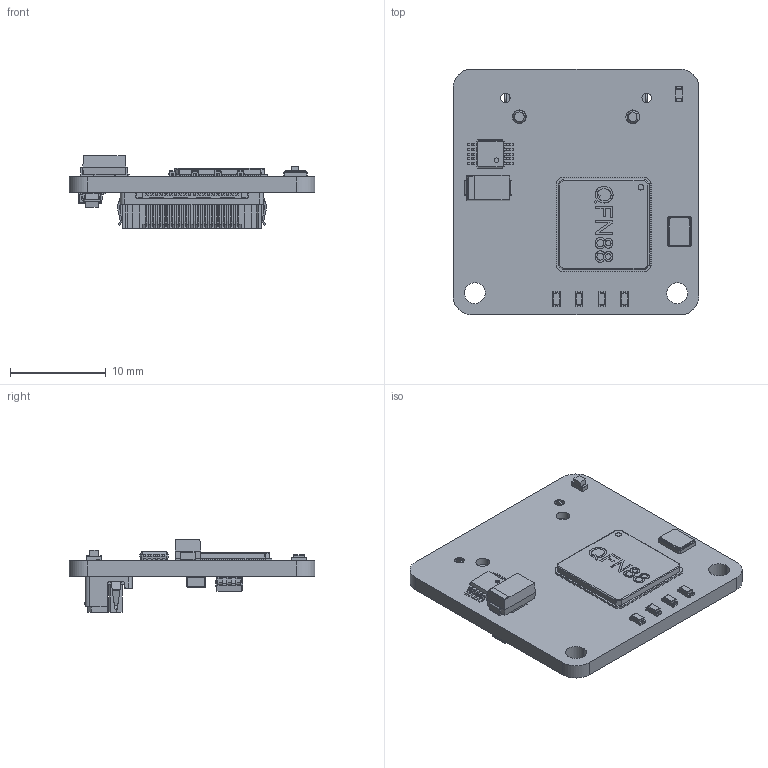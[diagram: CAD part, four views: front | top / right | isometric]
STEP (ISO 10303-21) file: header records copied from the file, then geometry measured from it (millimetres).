
FILE_DESCRIPTION(('FreeCAD Model'),'2;1');
FILE_NAME('Open CASCADE Shape Model','2025-04-29T21:38:22',('FreeCAD'),( 'FreeCAD'),'Open CASCADE STEP processor 7.6','FreeCAD','Unknown');
FILE_SCHEMA(('AUTOMOTIVE_DESIGN { 1 0 10303 214 1 1 1 1 }'));
Products named in the file (1): Open CASCADE STEP translator 7.6 1
Bounding box: 25.65 x 25.65 x 7.62 mm (x, y, z)
Volume: 1216.5 mm3; surface area: 2835.5 mm2
Topology: 13 solids, 15 shells, 2981 faces, 8624 edges, 5580 vertices
Faces by surface type: bspline 2981
Entity records: 93761 total; most frequent: CARTESIAN_POINT 43383, ORIENTED_EDGE 17205, EDGE_CURVE 8604, B_SPLINE_CURVE_WITH_KNOTS 7546, VERTEX_POINT 5580, FACE_BOUND 3059, EDGE_LOOP 3059, ADVANCED_FACE 2981
